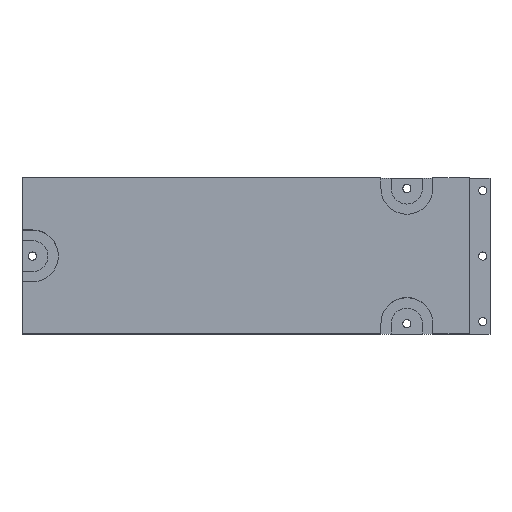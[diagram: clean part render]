
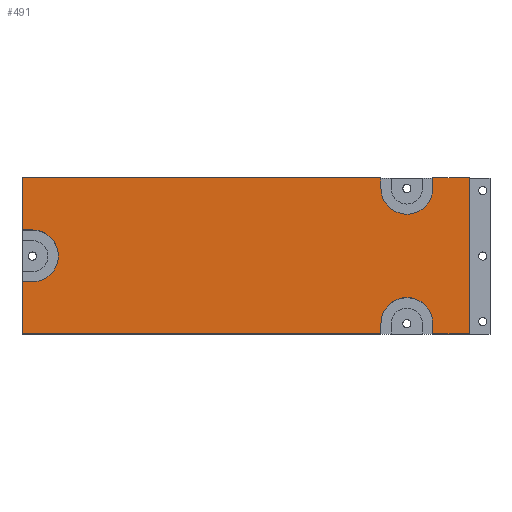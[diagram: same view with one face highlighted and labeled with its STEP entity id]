
A CAD part, top view. The second image highlights one B-rep face of the part: STEP entity #491.
In plain terms, the highlighted planar face has unit normal (0, 0, 1).
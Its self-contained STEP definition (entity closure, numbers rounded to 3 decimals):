
#80=CARTESIAN_POINT('',(4.319,-1.905,2.794));
#81=VERTEX_POINT('',#80);
#88=CARTESIAN_POINT('',(4.319,-1.65,2.794));
#89=VERTEX_POINT('',#88);
#90=CARTESIAN_POINT('',(4.319,-1.65,2.794));
#91=DIRECTION('',(0.0,-1.0,0.0));
#92=VECTOR('',#91,0.255);
#93=LINE('',#90,#92);
#94=EDGE_CURVE('',#89,#81,#93,.T.);
#120=CARTESIAN_POINT('',(3.051,-1.65,2.794));
#121=VERTEX_POINT('',#120);
#122=CARTESIAN_POINT('',(3.685,-1.651,2.794));
#123=DIRECTION('',(0.0,0.0,-1.0));
#124=DIRECTION('',(0.0,1.0,0.0));
#125=AXIS2_PLACEMENT_3D('',#122,#123,#124);
#126=CIRCLE('',#125,0.634);
#127=EDGE_CURVE('',#121,#89,#126,.T.);
#152=CARTESIAN_POINT('',(3.051,-1.905,2.794));
#153=VERTEX_POINT('',#152);
#154=CARTESIAN_POINT('',(3.051,-1.905,2.794));
#155=DIRECTION('',(0.0,1.0,0.0));
#156=VECTOR('',#155,0.255);
#157=LINE('',#154,#156);
#158=EDGE_CURVE('',#153,#121,#157,.T.);
#184=CARTESIAN_POINT('',(3.051,1.905,2.794));
#185=VERTEX_POINT('',#184);
#192=CARTESIAN_POINT('',(3.051,1.65,2.794));
#193=VERTEX_POINT('',#192);
#194=CARTESIAN_POINT('',(3.051,1.65,2.794));
#195=DIRECTION('',(0.0,1.0,0.0));
#196=VECTOR('',#195,0.255);
#197=LINE('',#194,#196);
#198=EDGE_CURVE('',#193,#185,#197,.T.);
#224=CARTESIAN_POINT('',(4.319,1.65,2.794));
#225=VERTEX_POINT('',#224);
#226=CARTESIAN_POINT('',(3.685,1.651,2.794));
#227=DIRECTION('',(0.0,0.0,-1.0));
#228=DIRECTION('',(0.0,-1.0,0.0));
#229=AXIS2_PLACEMENT_3D('',#226,#227,#228);
#230=CIRCLE('',#229,0.634);
#231=EDGE_CURVE('',#225,#193,#230,.T.);
#256=CARTESIAN_POINT('',(4.319,1.905,2.794));
#257=VERTEX_POINT('',#256);
#258=CARTESIAN_POINT('',(4.319,1.905,2.794));
#259=DIRECTION('',(0.0,-1.0,0.0));
#260=VECTOR('',#259,0.255);
#261=LINE('',#258,#260);
#262=EDGE_CURVE('',#257,#225,#261,.T.);
#288=CARTESIAN_POINT('',(-5.715,-0.634,2.794));
#289=VERTEX_POINT('',#288);
#296=CARTESIAN_POINT('',(-5.46,-0.634,2.794));
#297=VERTEX_POINT('',#296);
#298=CARTESIAN_POINT('',(-5.46,-0.634,2.794));
#299=DIRECTION('',(-1.0,0.0,0.0));
#300=VECTOR('',#299,0.255);
#301=LINE('',#298,#300);
#302=EDGE_CURVE('',#297,#289,#301,.T.);
#328=CARTESIAN_POINT('',(-5.46,0.634,2.794));
#329=VERTEX_POINT('',#328);
#330=CARTESIAN_POINT('',(-5.461,0.,2.794));
#331=DIRECTION('',(0.0,0.0,-1.0));
#332=DIRECTION('',(1.0,0.0,0.0));
#333=AXIS2_PLACEMENT_3D('',#330,#331,#332);
#334=CIRCLE('',#333,0.634);
#335=EDGE_CURVE('',#329,#297,#334,.T.);
#360=CARTESIAN_POINT('',(-5.715,0.634,2.794));
#361=VERTEX_POINT('',#360);
#362=CARTESIAN_POINT('',(-5.715,0.634,2.794));
#363=DIRECTION('',(1.0,0.0,0.0));
#364=VECTOR('',#363,0.255);
#365=LINE('',#362,#364);
#366=EDGE_CURVE('',#361,#329,#365,.T.);
#391=CARTESIAN_POINT('',(5.207,-1.905,2.794));
#392=VERTEX_POINT('',#391);
#399=CARTESIAN_POINT('',(4.319,-1.905,2.794));
#400=DIRECTION('',(1.0,0.0,0.0));
#401=VECTOR('',#400,0.888);
#402=LINE('',#399,#401);
#403=EDGE_CURVE('',#81,#392,#402,.T.);
#422=CARTESIAN_POINT('',(-5.715,1.905,2.794));
#423=VERTEX_POINT('',#422);
#430=CARTESIAN_POINT('',(3.051,1.905,2.794));
#431=DIRECTION('',(-1.0,0.0,0.0));
#432=VECTOR('',#431,8.766);
#433=LINE('',#430,#432);
#434=EDGE_CURVE('',#185,#423,#433,.T.);
#439=CARTESIAN_POINT('',(-0.254,0.,2.794));
#440=DIRECTION('',(0.0,0.0,1.0));
#441=DIRECTION('',(1.0,0.0,0.0));
#442=AXIS2_PLACEMENT_3D('',#439,#440,#441);
#443=PLANE('',#442);
#444=ORIENTED_EDGE('',*,*,#158,.T.);
#445=ORIENTED_EDGE('',*,*,#127,.T.);
#446=ORIENTED_EDGE('',*,*,#94,.T.);
#447=ORIENTED_EDGE('',*,*,#403,.T.);
#448=CARTESIAN_POINT('',(5.207,1.905,2.794));
#449=VERTEX_POINT('',#448);
#450=CARTESIAN_POINT('',(5.207,-1.905,2.794));
#451=DIRECTION('',(0.0,1.0,0.0));
#452=VECTOR('',#451,3.81);
#453=LINE('',#450,#452);
#454=EDGE_CURVE('',#392,#449,#453,.T.);
#455=ORIENTED_EDGE('',*,*,#454,.T.);
#456=CARTESIAN_POINT('',(5.207,1.905,2.794));
#457=DIRECTION('',(-1.0,0.0,0.0));
#458=VECTOR('',#457,0.888);
#459=LINE('',#456,#458);
#460=EDGE_CURVE('',#449,#257,#459,.T.);
#461=ORIENTED_EDGE('',*,*,#460,.T.);
#462=ORIENTED_EDGE('',*,*,#262,.T.);
#463=ORIENTED_EDGE('',*,*,#231,.T.);
#464=ORIENTED_EDGE('',*,*,#198,.T.);
#465=ORIENTED_EDGE('',*,*,#434,.T.);
#466=CARTESIAN_POINT('',(-5.715,1.905,2.794));
#467=DIRECTION('',(0.0,-1.0,0.0));
#468=VECTOR('',#467,1.271);
#469=LINE('',#466,#468);
#470=EDGE_CURVE('',#423,#361,#469,.T.);
#471=ORIENTED_EDGE('',*,*,#470,.T.);
#472=ORIENTED_EDGE('',*,*,#366,.T.);
#473=ORIENTED_EDGE('',*,*,#335,.T.);
#474=ORIENTED_EDGE('',*,*,#302,.T.);
#475=CARTESIAN_POINT('',(-5.715,-1.905,2.794));
#476=VERTEX_POINT('',#475);
#477=CARTESIAN_POINT('',(-5.715,-0.634,2.794));
#478=DIRECTION('',(0.0,-1.0,0.0));
#479=VECTOR('',#478,1.271);
#480=LINE('',#477,#479);
#481=EDGE_CURVE('',#289,#476,#480,.T.);
#482=ORIENTED_EDGE('',*,*,#481,.T.);
#483=CARTESIAN_POINT('',(-5.715,-1.905,2.794));
#484=DIRECTION('',(1.0,0.0,0.0));
#485=VECTOR('',#484,8.766);
#486=LINE('',#483,#485);
#487=EDGE_CURVE('',#476,#153,#486,.T.);
#488=ORIENTED_EDGE('',*,*,#487,.T.);
#489=EDGE_LOOP('',(#444,#445,#446,#447,#455,#461,#462,#463,#464,#465,#471,#472,#473,#474,#482,#488));
#490=FACE_OUTER_BOUND('',#489,.T.);
#491=ADVANCED_FACE('',(#490),#443,.T.);
